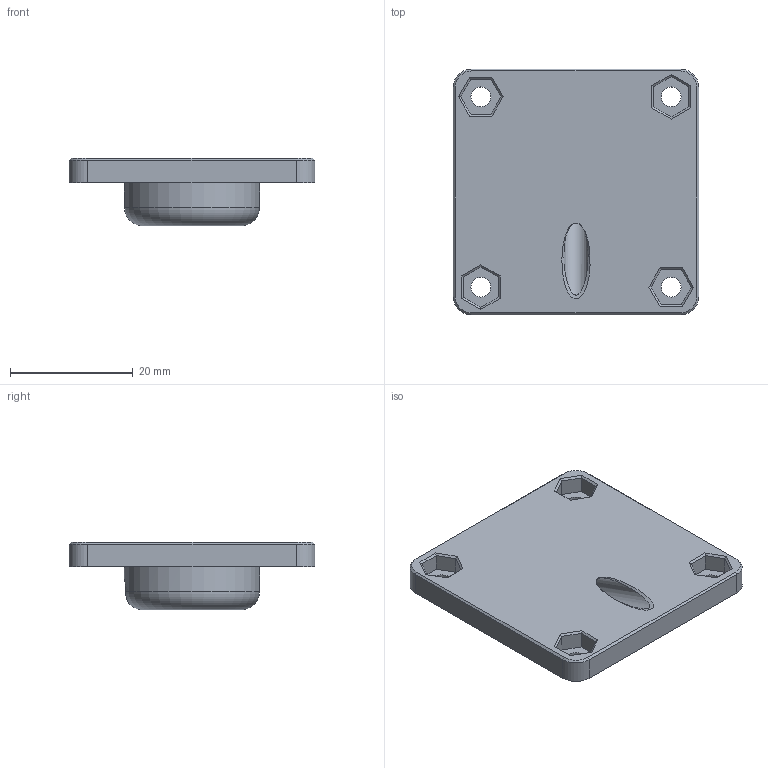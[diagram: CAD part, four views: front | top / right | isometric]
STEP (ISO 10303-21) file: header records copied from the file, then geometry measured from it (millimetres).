
FILE_DESCRIPTION(/* description */ (''),/* implementation_level */ '2;1');
FILE_NAME(/* name */ 'direct adapter v1.step',/* time_stamp */ '2023-07-18T23:52:21+03:00',/* author */ (''),/* organization */ (''),/* preprocessor_version */ 'ST-DEVELOPER v19.2',/* originating_system */ 'Autodesk Translation Framework v12.6.0.85',/* authorisation */ '');
FILE_SCHEMA (('AUTOMOTIVE_DESIGN { 1 0 10303 214 3 1 1 }'));
Length unit declared in the file: millimetre
Products named in the file (1): direct adapter
Bounding box: 40 x 40 x 11 mm (x, y, z)
Volume: 8228 mm3; surface area: 4605.6 mm2
Topology: 1 solids, 1 shells, 79 faces, 187 edges, 114 vertices
Faces by surface type: plane 63, cylinder 10, cone 4, bspline 1, torus 1
Full cylindrical faces by diameter (mm): 3.2 x4, 4 x1, 22 x1
Entity records: 2406 total; most frequent: CARTESIAN_POINT 538, ORIENTED_EDGE 374, DIRECTION 365, EDGE_CURVE 187, LINE 155, VECTOR 155, VERTEX_POINT 114, AXIS2_PLACEMENT_3D 105
